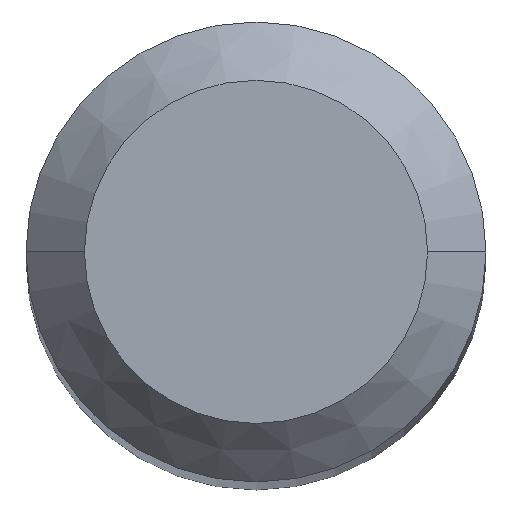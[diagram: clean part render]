
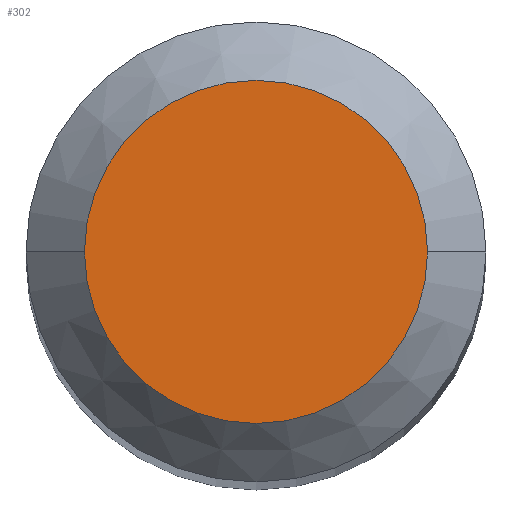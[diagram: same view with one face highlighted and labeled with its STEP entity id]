
A CAD part, top view. The second image highlights one B-rep face of the part: STEP entity #302.
In plain terms, the highlighted planar face has unit normal (0, 0, 1).
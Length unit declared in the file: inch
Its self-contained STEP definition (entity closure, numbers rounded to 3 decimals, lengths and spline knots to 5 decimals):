
#11 = DIRECTION ( 'NONE',  ( 0., 0., 1. ) ) ;
#16 = CARTESIAN_POINT ( 'NONE',  ( 0.04405, 0., 1.49606 ) ) ;
#39 = CARTESIAN_POINT ( 'NONE',  ( 0., 0., 1.49606 ) ) ;
#46 = ORIENTED_EDGE ( 'NONE', *, *, #277, .T. ) ;
#79 = AXIS2_PLACEMENT_3D ( 'NONE', #213, #210, #311 ) ;
#80 = EDGE_CURVE ( 'NONE', #141, #106, #292, .T. ) ;
#98 = CARTESIAN_POINT ( 'NONE',  ( -0.04405, 0., 1.49606 ) ) ;
#106 = VERTEX_POINT ( 'NONE', #98 ) ;
#119 = DIRECTION ( 'NONE',  ( 1., 0., 0. ) ) ;
#139 = FACE_OUTER_BOUND ( 'NONE', #198, .T. ) ;
#141 = VERTEX_POINT ( 'NONE', #16 ) ;
#162 = CARTESIAN_POINT ( 'NONE',  ( 0., 0., 1.49606 ) ) ;
#198 = EDGE_LOOP ( 'NONE', ( #46, #223 ) ) ;
#210 = DIRECTION ( 'NONE',  ( 0., 0., 1. ) ) ;
#213 = CARTESIAN_POINT ( 'NONE',  ( 0., 0., 1.49606 ) ) ;
#214 = PLANE ( 'NONE',  #300 ) ;
#223 = ORIENTED_EDGE ( 'NONE', *, *, #80, .T. ) ;
#234 = DIRECTION ( 'NONE',  ( 0., 0., 1. ) ) ;
#259 = AXIS2_PLACEMENT_3D ( 'NONE', #162, #234, #119 ) ;
#277 = EDGE_CURVE ( 'NONE', #106, #141, #282, .T. ) ;
#282 = CIRCLE ( 'NONE', #259, 0.04405 ) ;
#292 = CIRCLE ( 'NONE', #79, 0.04405 ) ;
#300 = AXIS2_PLACEMENT_3D ( 'NONE', #39, #11, #310 ) ;
#302 = ADVANCED_FACE ( 'NONE', ( #139 ), #214, .T. ) ;
#310 = DIRECTION ( 'NONE',  ( 1., 0., 0. ) ) ;
#311 = DIRECTION ( 'NONE',  ( 1., 0., 0. ) ) ;
